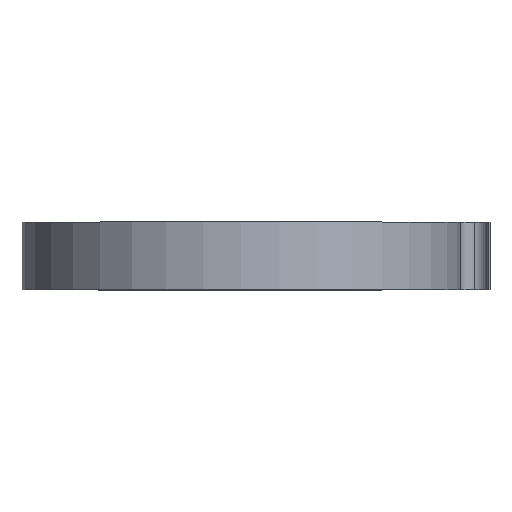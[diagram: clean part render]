
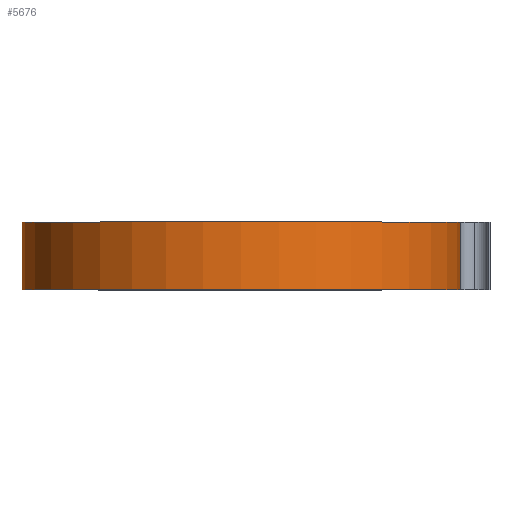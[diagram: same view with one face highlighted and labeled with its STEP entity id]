
A CAD part, top view. The second image highlights one B-rep face of the part: STEP entity #5676.
In plain terms, the highlighted cylindrical face has radius 39 mm (diameter 78 mm), a partial arc.
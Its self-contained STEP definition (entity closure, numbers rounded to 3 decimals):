
#79 = DIRECTION ( 'NONE',  ( 0., 0., -1. ) ) ;
#162 = VECTOR ( 'NONE', #5952, 1000. ) ;
#223 = CYLINDRICAL_SURFACE ( 'NONE', #3888, 39. ) ;
#389 = EDGE_CURVE ( 'NONE', #6722, #499, #5721, .T. ) ;
#499 = VERTEX_POINT ( 'NONE', #6521 ) ;
#556 = VERTEX_POINT ( 'NONE', #3572 ) ;
#649 = ORIENTED_EDGE ( 'NONE', *, *, #1313, .F. ) ;
#719 = DIRECTION ( 'NONE',  ( 1., 0., 0. ) ) ;
#947 = CARTESIAN_POINT ( 'NONE',  ( -39., 12., 0. ) ) ;
#1073 = CARTESIAN_POINT ( 'NONE',  ( 0., 12., 0. ) ) ;
#1106 = CIRCLE ( 'NONE', #3778, 39. ) ;
#1141 = EDGE_CURVE ( 'NONE', #6797, #6722, #2664, .T. ) ;
#1195 = CARTESIAN_POINT ( 'NONE',  ( 0., 12., 0. ) ) ;
#1257 = AXIS2_PLACEMENT_3D ( 'NONE', #4485, #6593, #719 ) ;
#1313 = EDGE_CURVE ( 'NONE', #556, #499, #4904, .T. ) ;
#1723 = VECTOR ( 'NONE', #5811, 1000. ) ;
#2125 = DIRECTION ( 'NONE',  ( 1., 0., 0. ) ) ;
#2243 = ORIENTED_EDGE ( 'NONE', *, *, #1141, .T. ) ;
#2364 = CARTESIAN_POINT ( 'NONE',  ( -39., 12., 0. ) ) ;
#2664 = LINE ( 'NONE', #947, #1723 ) ;
#2794 = FACE_OUTER_BOUND ( 'NONE', #5695, .T. ) ;
#3572 = CARTESIAN_POINT ( 'NONE',  ( 39., 12., 0. ) ) ;
#3778 = AXIS2_PLACEMENT_3D ( 'NONE', #1073, #6912, #2125 ) ;
#3886 = EDGE_CURVE ( 'NONE', #6797, #556, #1106, .T. ) ;
#3888 = AXIS2_PLACEMENT_3D ( 'NONE', #1195, #5488, #79 ) ;
#4306 = ORIENTED_EDGE ( 'NONE', *, *, #3886, .F. ) ;
#4485 = CARTESIAN_POINT ( 'NONE',  ( 0., 0., 0. ) ) ;
#4904 = LINE ( 'NONE', #5422, #162 ) ;
#5023 = CARTESIAN_POINT ( 'NONE',  ( -39., 0., 0. ) ) ;
#5422 = CARTESIAN_POINT ( 'NONE',  ( 39., 12., 0. ) ) ;
#5488 = DIRECTION ( 'NONE',  ( 0., -1., 0. ) ) ;
#5676 = ADVANCED_FACE ( 'NONE', ( #2794 ), #223, .T. ) ;
#5695 = EDGE_LOOP ( 'NONE', ( #6349, #649, #4306, #2243 ) ) ;
#5721 = CIRCLE ( 'NONE', #1257, 39. ) ;
#5811 = DIRECTION ( 'NONE',  ( 0., -1., 0. ) ) ;
#5952 = DIRECTION ( 'NONE',  ( 0., -1., 0. ) ) ;
#6349 = ORIENTED_EDGE ( 'NONE', *, *, #389, .T. ) ;
#6521 = CARTESIAN_POINT ( 'NONE',  ( 39., 0., 0. ) ) ;
#6593 = DIRECTION ( 'NONE',  ( 0., 1., 0. ) ) ;
#6722 = VERTEX_POINT ( 'NONE', #5023 ) ;
#6797 = VERTEX_POINT ( 'NONE', #2364 ) ;
#6912 = DIRECTION ( 'NONE',  ( 0., 1., 0. ) ) ;
